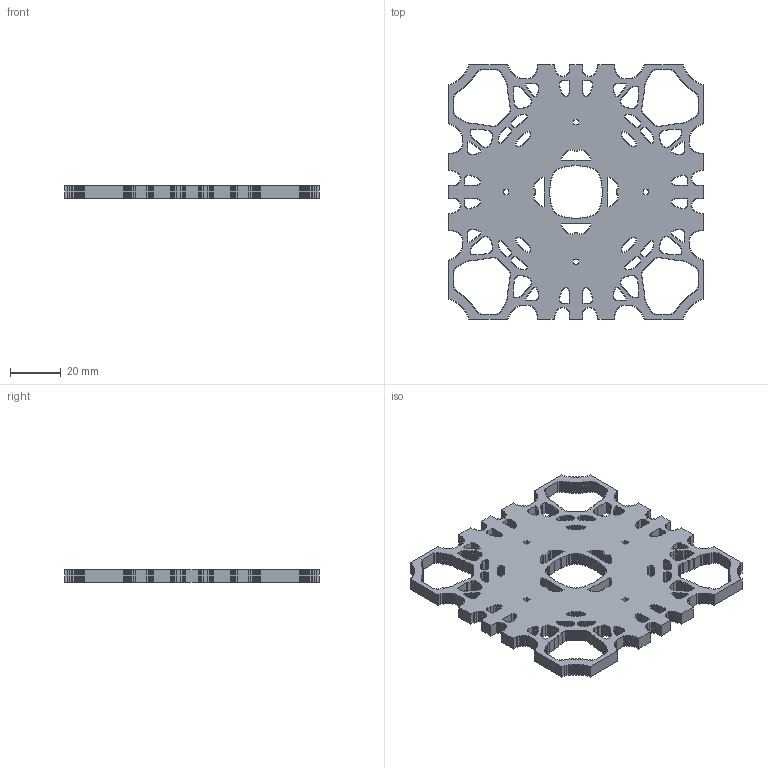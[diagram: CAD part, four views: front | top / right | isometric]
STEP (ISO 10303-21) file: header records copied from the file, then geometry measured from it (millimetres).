
FILE_DESCRIPTION(('STEP AP214'),'1');
FILE_NAME('16.stp','2025-05-22T11:54:42',(' '),(' '),'Spatial InterOp 3D',' ',' ');
FILE_SCHEMA(('AUTOMOTIVE_DESIGN { 1 0 10303 214 1 1 1 1 }'));
Length unit declared in the file: millimetre
Products named in the file (1): 1
Bounding box: 100 x 100 x 5 mm (x, y, z)
Volume: 31649.8 mm3; surface area: 22769.3 mm2
Topology: 1 solids, 1 shells, 2658 faces, 8004 edges, 5348 vertices
Faces by surface type: plane 2658
Entity records: 93103 total; most frequent: CARTESIAN_POINT 22395, ORIENTED_EDGE 16008, DIRECTION 12578, EDGE_CURVE 8004, LINE 7260, VECTOR 7260, VERTEX_POINT 5348, EDGE_LOOP 2756
